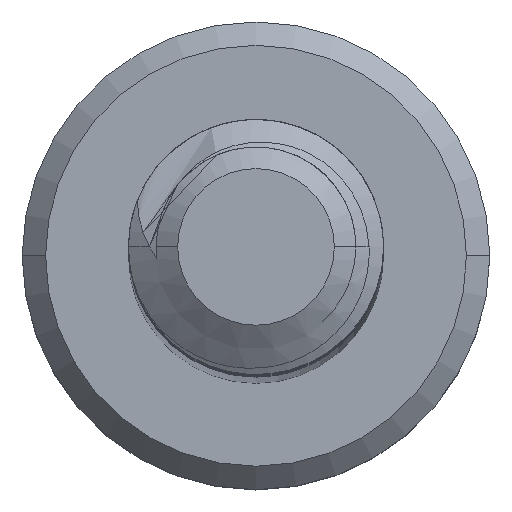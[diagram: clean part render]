
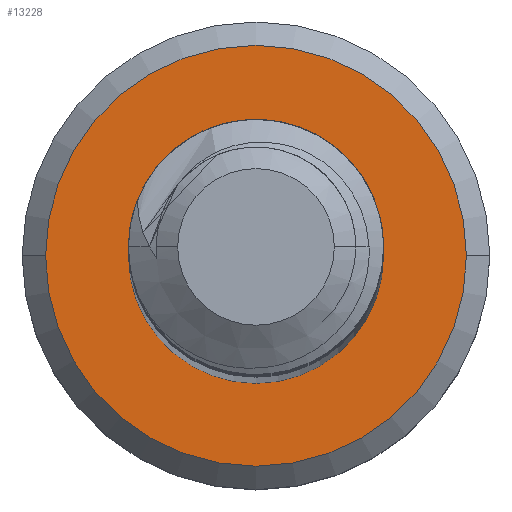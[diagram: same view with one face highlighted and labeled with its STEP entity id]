
A CAD part, top view. The second image highlights one B-rep face of the part: STEP entity #13228.
In plain terms, the highlighted planar face has unit normal (0, 0, 1).
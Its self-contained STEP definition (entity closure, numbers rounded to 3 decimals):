
#211 = DIRECTION ( 'NONE',  ( -1., 0., 0. ) ) ;
#351 = DIRECTION ( 'NONE',  ( -1., 0., 0. ) ) ;
#569 = DIRECTION ( 'NONE',  ( -1., 0., 0. ) ) ;
#1189 = AXIS2_PLACEMENT_3D ( 'NONE', #12716, #6608, #351 ) ;
#2080 = VERTEX_POINT ( 'NONE', #2136 ) ;
#2136 = CARTESIAN_POINT ( 'NONE',  ( 1.5, 0., -60. ) ) ;
#2418 = EDGE_CURVE ( 'NONE', #3332, #4747, #3694, .T. ) ;
#2623 = AXIS2_PLACEMENT_3D ( 'NONE', #12906, #6805, #569 ) ;
#2768 = ORIENTED_EDGE ( 'NONE', *, *, #9708, .T. ) ;
#3332 = VERTEX_POINT ( 'NONE', #5074 ) ;
#3367 = ORIENTED_EDGE ( 'NONE', *, *, #6293, .F. ) ;
#3375 = CIRCLE ( 'NONE', #10933, 1.5 ) ;
#3694 = CIRCLE ( 'NONE', #2623, 2.475 ) ;
#4348 = CARTESIAN_POINT ( 'NONE',  ( 0., 0., -60. ) ) ;
#4747 = VERTEX_POINT ( 'NONE', #10567 ) ;
#5074 = CARTESIAN_POINT ( 'NONE',  ( -2.475, 0., -60. ) ) ;
#5227 = FACE_OUTER_BOUND ( 'NONE', #7515, .T. ) ;
#5406 = PLANE ( 'NONE',  #10648 ) ;
#5754 = CARTESIAN_POINT ( 'NONE',  ( 0., 0., -60. ) ) ;
#6186 = CARTESIAN_POINT ( 'NONE',  ( 0., 0., -60. ) ) ;
#6293 = EDGE_CURVE ( 'NONE', #12924, #2080, #3375, .T. ) ;
#6475 = DIRECTION ( 'NONE',  ( 0., 0., -1. ) ) ;
#6531 = AXIS2_PLACEMENT_3D ( 'NONE', #6186, #13306, #7227 ) ;
#6608 = DIRECTION ( 'NONE',  ( 0., 0., 1. ) ) ;
#6805 = DIRECTION ( 'NONE',  ( 0., 0., 1. ) ) ;
#6812 = DIRECTION ( 'NONE',  ( 1., 0., 0. ) ) ;
#7227 = DIRECTION ( 'NONE',  ( 1., 0., 0. ) ) ;
#7401 = CIRCLE ( 'NONE', #1189, 2.475 ) ;
#7515 = EDGE_LOOP ( 'NONE', ( #9654, #2768 ) ) ;
#8179 = CIRCLE ( 'NONE', #6531, 1.5 ) ;
#8314 = FACE_BOUND ( 'NONE', #9177, .T. ) ;
#9177 = EDGE_LOOP ( 'NONE', ( #12252, #3367 ) ) ;
#9654 = ORIENTED_EDGE ( 'NONE', *, *, #2418, .T. ) ;
#9708 = EDGE_CURVE ( 'NONE', #4747, #3332, #7401, .T. ) ;
#10210 = EDGE_CURVE ( 'NONE', #2080, #12924, #8179, .T. ) ;
#10557 = CARTESIAN_POINT ( 'NONE',  ( -1.5, 0., -60. ) ) ;
#10567 = CARTESIAN_POINT ( 'NONE',  ( 2.475, 0., -60. ) ) ;
#10648 = AXIS2_PLACEMENT_3D ( 'NONE', #4348, #6475, #211 ) ;
#10933 = AXIS2_PLACEMENT_3D ( 'NONE', #5754, #12911, #6812 ) ;
#12252 = ORIENTED_EDGE ( 'NONE', *, *, #10210, .F. ) ;
#12716 = CARTESIAN_POINT ( 'NONE',  ( 0., 0., -60. ) ) ;
#12906 = CARTESIAN_POINT ( 'NONE',  ( 0., 0., -60. ) ) ;
#12911 = DIRECTION ( 'NONE',  ( 0., 0., 1. ) ) ;
#12924 = VERTEX_POINT ( 'NONE', #10557 ) ;
#13228 = ADVANCED_FACE ( 'NONE', ( #5227, #8314 ), #5406, .F. ) ;
#13306 = DIRECTION ( 'NONE',  ( 0., 0., 1. ) ) ;
